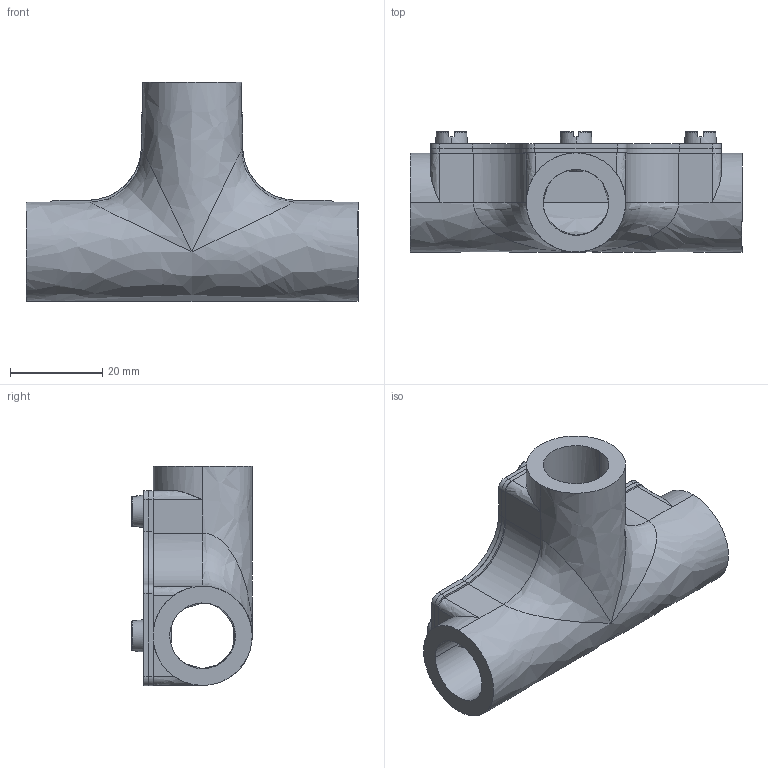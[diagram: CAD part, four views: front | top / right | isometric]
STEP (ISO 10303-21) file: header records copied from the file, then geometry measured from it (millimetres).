
FILE_DESCRIPTION(/* description */ (''),/* implementation_level */ '2;1');
FILE_NAME(/* name */ '2047604',/* time_stamp */ '2015-05-04T12:47:51+02:00',/* author */ (''),/* organization */ (''),/* preprocessor_version */ 'ST-DEVELOPER v15',/* originating_system */ '',/* authorisation */ '');
FILE_SCHEMA (('CONFIG_CONTROL_DESIGN'));
Length unit declared in the file: millimetre
Products named in the file (2): Document; Block 01
Assembly tree (1 placements, depth 2):
  Document
    Block 01
Bounding box: 72 x 26.1 x 47.55 mm (x, y, z)
Volume: 4245.8 mm3; surface area: 19805.2 mm2
Topology: 5 solids, 9 shells, 156 faces, 402 edges, 250 vertices
Faces by surface type: bspline 89, plane 67
Entity records: 7906 total; most frequent: CARTESIAN_POINT 5385, ORIENTED_EDGE 772, EDGE_CURVE 398, VERTEX_POINT 250, B_SPLINE_CURVE_WITH_KNOTS 213, EDGE_LOOP 163, ADVANCED_FACE 156, FACE_OUTER_BOUND 156
